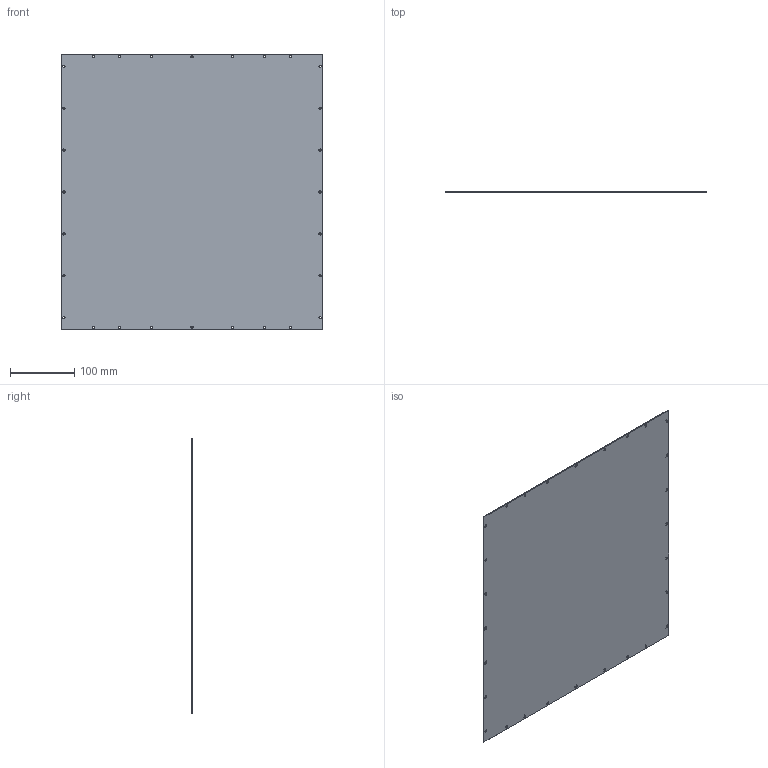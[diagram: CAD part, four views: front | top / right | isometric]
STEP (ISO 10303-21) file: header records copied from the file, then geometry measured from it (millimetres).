
FILE_DESCRIPTION((''),'2;1');
FILE_NAME('R2_CHASSIS_REV3_0063I_LID_','2013-10-17T',('Vaughan'),(''),'PRO/ENGINEER BY PARAMETRIC TECHNOLOGY CORPORATION, 2013230','PRO/ENGINEER BY PARAMETRIC TECHNOLOGY CORPORATION, 2013230','');
FILE_SCHEMA(('CONFIG_CONTROL_DESIGN'));
Length unit declared in the file: millimetre
Products named in the file (1): R2_CHASSIS_REV3_0063I_LID_
Bounding box: 405.5 x 1.6 x 427.5 mm (x, y, z)
Volume: 276444.2 mm3; surface area: 349122.1 mm2
Topology: 1 solids, 1 shells, 62 faces, 180 edges, 120 vertices
Faces by surface type: cone 56, plane 6
Entity records: 2266 total; most frequent: DIRECTION 416, CARTESIAN_POINT 362, ORIENTED_EDGE 360, EDGE_CURVE 180, AXIS2_PLACEMENT_3D 174, VERTEX_POINT 120, EDGE_LOOP 118, CIRCLE 112
